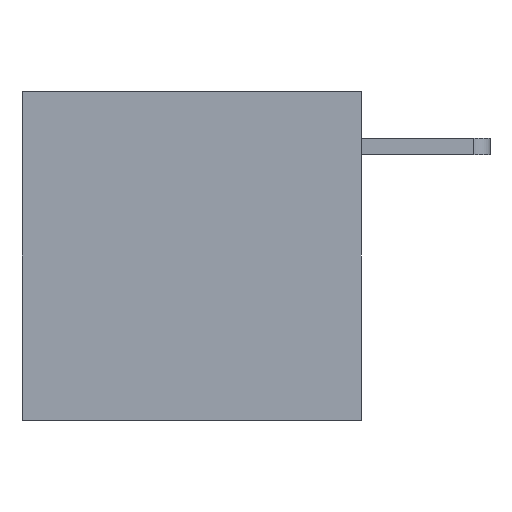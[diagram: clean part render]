
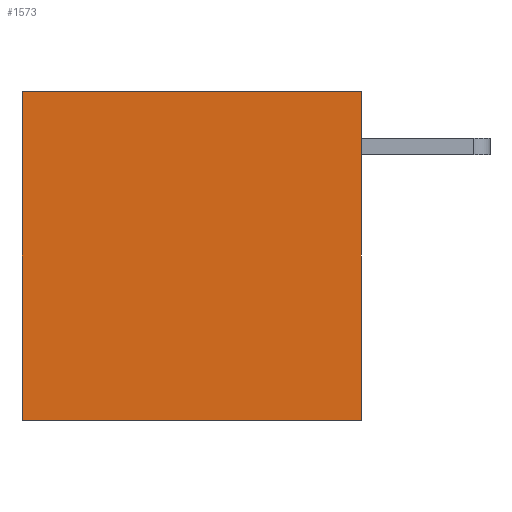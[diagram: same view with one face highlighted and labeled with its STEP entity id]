
A CAD part, left-side view. The second image highlights one B-rep face of the part: STEP entity #1573.
In plain terms, the highlighted planar face has unit normal (-1, 0, 0).
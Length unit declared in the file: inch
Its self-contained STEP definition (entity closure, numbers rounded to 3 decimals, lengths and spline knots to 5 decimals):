
#85 = DIRECTION ( 'NONE',  ( 0., -1., 0. ) ) ;
#128 = ORIENTED_EDGE ( 'NONE', *, *, #1233, .T. ) ;
#142 = CARTESIAN_POINT ( 'NONE',  ( -0.15, 0.48819, -0.23622 ) ) ;
#413 = VECTOR ( 'NONE', #85, 39.37008 ) ;
#523 = CARTESIAN_POINT ( 'NONE',  ( -0.15, 0., -0.23622 ) ) ;
#575 = ORIENTED_EDGE ( 'NONE', *, *, #801, .F. ) ;
#654 = CARTESIAN_POINT ( 'NONE',  ( -0.15, 0.48819, 0.23622 ) ) ;
#706 = DIRECTION ( 'NONE',  ( 1., 0., 0. ) ) ;
#716 = DIRECTION ( 'NONE',  ( 0., 0., 1. ) ) ;
#738 = VERTEX_POINT ( 'NONE', #523 ) ;
#758 = PLANE ( 'NONE',  #2466 ) ;
#798 = VERTEX_POINT ( 'NONE', #1882 ) ;
#801 = EDGE_CURVE ( 'NONE', #1003, #1960, #1840, .T. ) ;
#881 = ORIENTED_EDGE ( 'NONE', *, *, #1861, .T. ) ;
#1003 = VERTEX_POINT ( 'NONE', #654 ) ;
#1054 = ORIENTED_EDGE ( 'NONE', *, *, #2222, .F. ) ;
#1233 = EDGE_CURVE ( 'NONE', #798, #738, #2507, .T. ) ;
#1354 = VECTOR ( 'NONE', #1891, 39.37008 ) ;
#1383 = DIRECTION ( 'NONE',  ( 0., 0., 1. ) ) ;
#1388 = LINE ( 'NONE', #2463, #1584 ) ;
#1397 = CARTESIAN_POINT ( 'NONE',  ( -0.15, 0.48819, 0.23622 ) ) ;
#1573 = ADVANCED_FACE ( 'NONE', ( #2729 ), #758, .F. ) ;
#1584 = VECTOR ( 'NONE', #716, 39.37008 ) ;
#1599 = DIRECTION ( 'NONE',  ( 0., 0., -1. ) ) ;
#1840 = LINE ( 'NONE', #1397, #413 ) ;
#1861 = EDGE_CURVE ( 'NONE', #738, #1960, #1388, .T. ) ;
#1882 = CARTESIAN_POINT ( 'NONE',  ( -0.15, 0.48819, -0.23622 ) ) ;
#1891 = DIRECTION ( 'NONE',  ( 0., -1., 0. ) ) ;
#1960 = VERTEX_POINT ( 'NONE', #2756 ) ;
#2222 = EDGE_CURVE ( 'NONE', #798, #1003, #2834, .T. ) ;
#2228 = EDGE_LOOP ( 'NONE', ( #881, #575, #1054, #128 ) ) ;
#2277 = VECTOR ( 'NONE', #1383, 39.37008 ) ;
#2463 = CARTESIAN_POINT ( 'NONE',  ( -0.15, 0., 0.23622 ) ) ;
#2466 = AXIS2_PLACEMENT_3D ( 'NONE', #2744, #706, #1599 ) ;
#2507 = LINE ( 'NONE', #142, #1354 ) ;
#2616 = CARTESIAN_POINT ( 'NONE',  ( -0.15, 0.48819, 0.23622 ) ) ;
#2729 = FACE_OUTER_BOUND ( 'NONE', #2228, .T. ) ;
#2744 = CARTESIAN_POINT ( 'NONE',  ( -0.15, 0.48819, 0.23622 ) ) ;
#2756 = CARTESIAN_POINT ( 'NONE',  ( -0.15, 0., 0.23622 ) ) ;
#2834 = LINE ( 'NONE', #2616, #2277 ) ;
